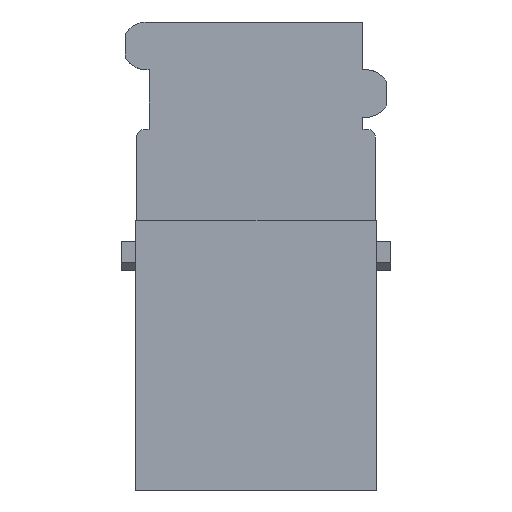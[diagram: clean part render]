
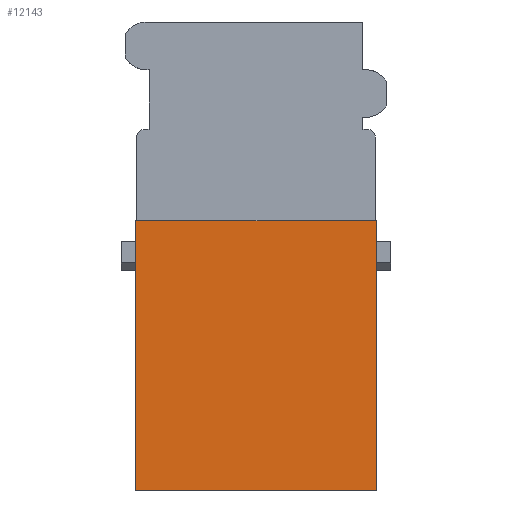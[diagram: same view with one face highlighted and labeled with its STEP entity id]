
A CAD part, left-side view. The second image highlights one B-rep face of the part: STEP entity #12143.
In plain terms, the highlighted planar face has unit normal (-1, 0, 0).
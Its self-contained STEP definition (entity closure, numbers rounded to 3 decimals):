
#12130=AXIS2_PLACEMENT_3D('Plane Axis2P3D',#12127,#12128,#12129) ;
#11619=CARTESIAN_POINT('Vertex',(0.,32.075,33.85)) ;
#11661=CARTESIAN_POINT('Vertex',(0.,32.075,0.)) ;
#11664=CARTESIAN_POINT('Line Origine',(0.,32.075,16.925)) ;
#11850=CARTESIAN_POINT('Line Origine',(0.,16.925,33.85)) ;
#11854=CARTESIAN_POINT('Vertex',(0.,1.775,33.85)) ;
#12002=CARTESIAN_POINT('Vertex',(0.,1.775,0.)) ;
#12005=CARTESIAN_POINT('Line Origine',(0.,16.925,0.)) ;
#12127=CARTESIAN_POINT('Axis2P3D Location',(0.,31.925,14.85)) ;
#12132=CARTESIAN_POINT('Line Origine',(0.,1.775,16.925)) ;
#11665=DIRECTION('Vector Direction',(0.,0.,-1.)) ;
#11851=DIRECTION('Vector Direction',(0.,-1.,0.)) ;
#12006=DIRECTION('Vector Direction',(0.,1.,0.)) ;
#12128=DIRECTION('Axis2P3D Direction',(1.,0.,0.)) ;
#12129=DIRECTION('Axis2P3D XDirection',(0.,1.,0.)) ;
#12133=DIRECTION('Vector Direction',(0.,0.,1.)) ;
#11666=VECTOR('Line Direction',#11665,1.) ;
#11852=VECTOR('Line Direction',#11851,1.) ;
#12007=VECTOR('Line Direction',#12006,1.) ;
#12134=VECTOR('Line Direction',#12133,1.) ;
#12138=ORIENTED_EDGE('',*,*,#11856,.F.) ;
#12139=ORIENTED_EDGE('',*,*,#11668,.T.) ;
#12140=ORIENTED_EDGE('',*,*,#12009,.F.) ;
#12141=ORIENTED_EDGE('',*,*,#12136,.T.) ;
#12143=ADVANCED_FACE('Hauptk\X2\00F6\X0\rper',(#12142),#12131,.F.) ;
#11668=EDGE_CURVE('',#11620,#11662,#11667,.T.) ;
#11856=EDGE_CURVE('',#11620,#11855,#11853,.T.) ;
#12009=EDGE_CURVE('',#12003,#11662,#12008,.T.) ;
#12136=EDGE_CURVE('',#12003,#11855,#12135,.T.) ;
#12137=EDGE_LOOP('',(#12138,#12139,#12140,#12141)) ;
#12142=FACE_OUTER_BOUND('',#12137,.T.) ;
#11667=LINE('Line',#11664,#11666) ;
#11853=LINE('Line',#11850,#11852) ;
#12008=LINE('Line',#12005,#12007) ;
#12135=LINE('Line',#12132,#12134) ;
#12131=PLANE('',#12130) ;
#11620=VERTEX_POINT('',#11619) ;
#11662=VERTEX_POINT('',#11661) ;
#11855=VERTEX_POINT('',#11854) ;
#12003=VERTEX_POINT('',#12002) ;
